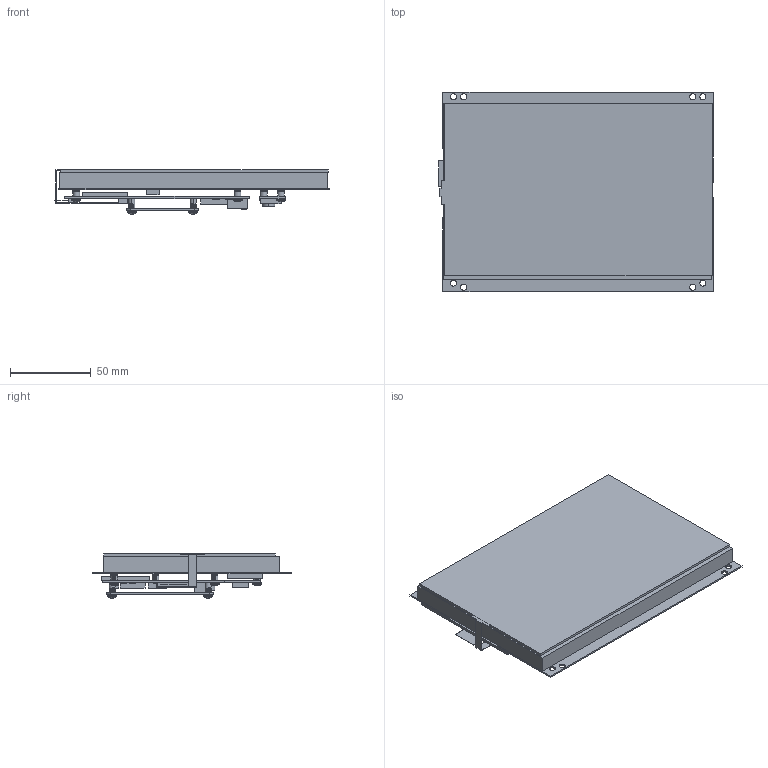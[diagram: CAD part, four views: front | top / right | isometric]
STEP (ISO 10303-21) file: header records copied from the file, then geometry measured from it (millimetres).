
FILE_DESCRIPTION (( 'STEP AP203' ), '1' );
FILE_NAME ('51-0103-5X.STEP', '2011-07-08T18:44:50', ( '' ), ( '' ), 'SwSTEP 2.0', 'SolidWorks 2011', '' );
FILE_SCHEMA (( 'CONFIG_CONTROL_DESIGN' ));
Length unit declared in the file: inch
Products named in the file (10): 51-0103-5X; 90272A105_90272A105; Bracket 22-0047-02 Assy; PEM TSO-256-187; PEM TSO-440-187; Bracket 22-0047-02; TOUCHPANEL_SGD_7.0; SLCD5+; RT_BOOST; SGD 7.0 LCD
Assembly tree (22 placements, depth 3):
  51-0103-5X
    90272A105_90272A105  x10
    RT_BOOST
    SGD 7.0 LCD
    Bracket 22-0047-02 Assy
      PEM TSO-440-187  x4
      Bracket 22-0047-02
      PEM TSO-256-187  x2
    TOUCHPANEL_SGD_7.0
    SLCD5+
Bounding box: 170.21 x 123.7 x 27.41 mm (x, y, z)
Volume: 246249 mm3; surface area: 150845.9 mm2
Topology: 21 solids, 21 shells, 1311 faces, 3479 edges, 2294 vertices
Faces by surface type: cylinder 540, plane 500, cone 144, bspline 67, torus 40, sphere 20
Entity records: 20155 total; most frequent: CARTESIAN_POINT 7124, ORIENTED_EDGE 2454, DIRECTION 2270, EDGE_CURVE 1227, VERTEX_POINT 813, VECTOR 788, LINE 788, AXIS2_PLACEMENT_3D 741
